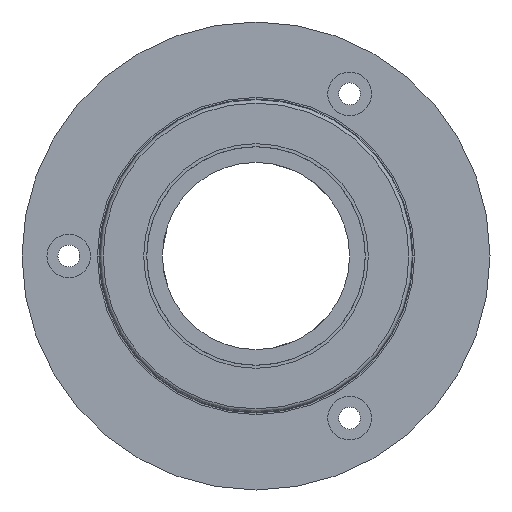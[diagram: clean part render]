
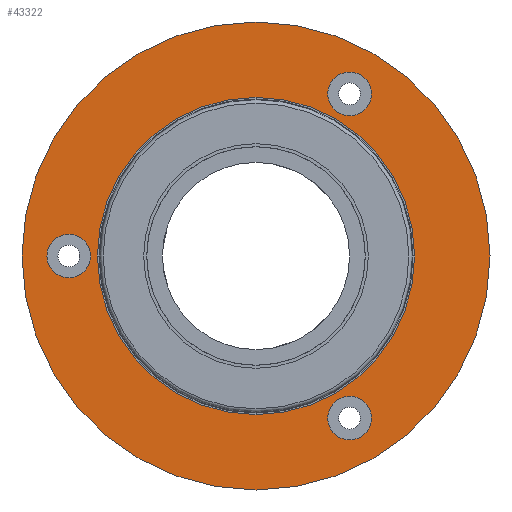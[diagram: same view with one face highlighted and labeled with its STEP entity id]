
A CAD part, left-side view. The second image highlights one B-rep face of the part: STEP entity #43322.
In plain terms, the highlighted planar face has unit normal (-1, 0, 0).
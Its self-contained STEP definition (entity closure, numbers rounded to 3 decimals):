
#2137 = DIRECTION ( 'NONE',  ( 0., 1., 0. ) ) ;
#3584 = CARTESIAN_POINT ( 'NONE',  ( 2.8, 0., 0. ) ) ;
#6459 = DIRECTION ( 'NONE',  ( 0., -1., 0. ) ) ;
#7249 = CIRCLE ( 'NONE', #20994, 22.5 ) ;
#8222 = CARTESIAN_POINT ( 'NONE',  ( 2.8, 18., 0. ) ) ;
#8462 = AXIS2_PLACEMENT_3D ( 'NONE', #58913, #16361, #39815 ) ;
#8730 = CARTESIAN_POINT ( 'NONE',  ( 2.8, -9., -15.588 ) ) ;
#9522 = EDGE_LOOP ( 'NONE', ( #53870 ) ) ;
#10598 = VERTEX_POINT ( 'NONE', #75821 ) ;
#11079 = CARTESIAN_POINT ( 'NONE',  ( 2.8, 0., 0. ) ) ;
#11948 = CIRCLE ( 'NONE', #48068, 2.1 ) ;
#13106 = FACE_BOUND ( 'NONE', #9522, .T. ) ;
#14850 = DIRECTION ( 'NONE',  ( 0., 1., 0. ) ) ;
#16361 = DIRECTION ( 'NONE',  ( 1., 0., 0. ) ) ;
#20914 = CIRCLE ( 'NONE', #8462, 2.1 ) ;
#20994 = AXIS2_PLACEMENT_3D ( 'NONE', #11079, #47017, #64927 ) ;
#22324 = VERTEX_POINT ( 'NONE', #41443 ) ;
#23304 = EDGE_LOOP ( 'NONE', ( #28090 ) ) ;
#24836 = DIRECTION ( 'NONE',  ( -1., 0., 0. ) ) ;
#27415 = DIRECTION ( 'NONE',  ( 0., 1., 0. ) ) ;
#28090 = ORIENTED_EDGE ( 'NONE', *, *, #29160, .F. ) ;
#29160 = EDGE_CURVE ( 'NONE', #22324, #22324, #7249, .T. ) ;
#29350 = VERTEX_POINT ( 'NONE', #69927 ) ;
#30694 = FACE_BOUND ( 'NONE', #39576, .T. ) ;
#36856 = AXIS2_PLACEMENT_3D ( 'NONE', #66952, #24836, #6459 ) ;
#39576 = EDGE_LOOP ( 'NONE', ( #53284 ) ) ;
#39815 = DIRECTION ( 'NONE',  ( 0., 1., 0. ) ) ;
#40283 = EDGE_CURVE ( 'NONE', #10598, #10598, #54212, .T. ) ;
#41089 = CIRCLE ( 'NONE', #67244, 2.1 ) ;
#41443 = CARTESIAN_POINT ( 'NONE',  ( 2.8, 22.5, 0. ) ) ;
#42675 = ORIENTED_EDGE ( 'NONE', *, *, #63868, .T. ) ;
#43157 = FACE_BOUND ( 'NONE', #64142, .T. ) ;
#43322 = ADVANCED_FACE ( 'NONE', ( #30694, #59594, #43157, #13106, #77162 ), #53723, .T. ) ;
#43505 = DIRECTION ( 'NONE',  ( 1., 0., 0. ) ) ;
#47017 = DIRECTION ( 'NONE',  ( 1., 0., 0. ) ) ;
#48068 = AXIS2_PLACEMENT_3D ( 'NONE', #8222, #56255, #14850 ) ;
#49200 = AXIS2_PLACEMENT_3D ( 'NONE', #3584, #51221, #27415 ) ;
#51221 = DIRECTION ( 'NONE',  ( 1., 0., 0. ) ) ;
#51592 = CARTESIAN_POINT ( 'NONE',  ( 2.8, -6.9, 15.588 ) ) ;
#53136 = VERTEX_POINT ( 'NONE', #55041 ) ;
#53284 = ORIENTED_EDGE ( 'NONE', *, *, #58663, .T. ) ;
#53723 = PLANE ( 'NONE',  #36856 ) ;
#53870 = ORIENTED_EDGE ( 'NONE', *, *, #40283, .T. ) ;
#54212 = CIRCLE ( 'NONE', #49200, 12.5 ) ;
#55041 = CARTESIAN_POINT ( 'NONE',  ( 2.8, -6.9, -15.588 ) ) ;
#56255 = DIRECTION ( 'NONE',  ( 1., 0., 0. ) ) ;
#58663 = EDGE_CURVE ( 'NONE', #29350, #29350, #11948, .T. ) ;
#58913 = CARTESIAN_POINT ( 'NONE',  ( 2.8, -9., 15.588 ) ) ;
#59594 = FACE_BOUND ( 'NONE', #72682, .T. ) ;
#61682 = EDGE_CURVE ( 'NONE', #64820, #64820, #20914, .T. ) ;
#63868 = EDGE_CURVE ( 'NONE', #53136, #53136, #41089, .T. ) ;
#64142 = EDGE_LOOP ( 'NONE', ( #65512 ) ) ;
#64820 = VERTEX_POINT ( 'NONE', #51592 ) ;
#64927 = DIRECTION ( 'NONE',  ( 0., 1., 0. ) ) ;
#65512 = ORIENTED_EDGE ( 'NONE', *, *, #61682, .T. ) ;
#66952 = CARTESIAN_POINT ( 'NONE',  ( 2.8, 12.5, 0. ) ) ;
#67244 = AXIS2_PLACEMENT_3D ( 'NONE', #8730, #43505, #2137 ) ;
#69927 = CARTESIAN_POINT ( 'NONE',  ( 2.8, 20.1, 0. ) ) ;
#72682 = EDGE_LOOP ( 'NONE', ( #42675 ) ) ;
#75821 = CARTESIAN_POINT ( 'NONE',  ( 2.8, 12.5, 0. ) ) ;
#77162 = FACE_OUTER_BOUND ( 'NONE', #23304, .T. ) ;
